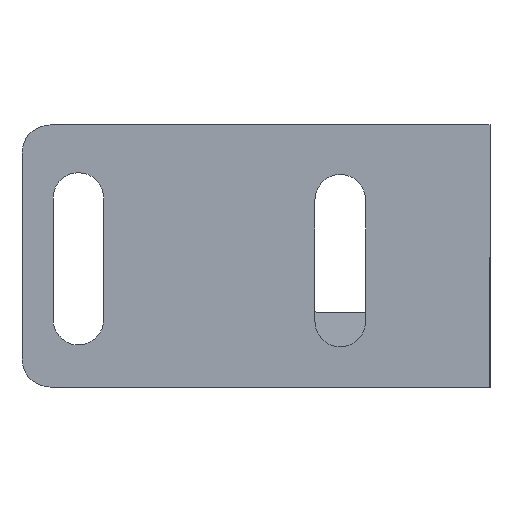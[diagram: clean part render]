
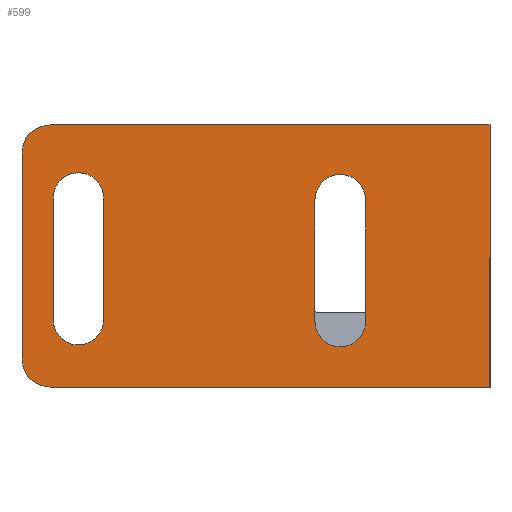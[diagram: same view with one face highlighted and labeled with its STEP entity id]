
A CAD part, left-side view. The second image highlights one B-rep face of the part: STEP entity #599.
In plain terms, the highlighted planar face has unit normal (-1, 0, 0).
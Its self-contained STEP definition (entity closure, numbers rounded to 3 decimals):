
#18=FACE_BOUND('',#83,.T.);
#19=FACE_BOUND('',#84,.T.);
#30=PLANE('',#646);
#51=FACE_OUTER_BOUND('',#82,.T.);
#82=EDGE_LOOP('',(#421,#422,#423,#424,#425,#426));
#83=EDGE_LOOP('',(#427,#428,#429,#430));
#84=EDGE_LOOP('',(#431,#432,#433,#434));
#124=LINE('',#880,#186);
#127=LINE('',#886,#189);
#128=LINE('',#888,#190);
#129=LINE('',#890,#191);
#130=LINE('',#894,#192);
#131=LINE('',#898,#193);
#132=LINE('',#902,#194);
#133=LINE('',#906,#195);
#186=VECTOR('',#708,10.);
#189=VECTOR('',#713,10.);
#190=VECTOR('',#714,10.);
#191=VECTOR('',#715,10.);
#192=VECTOR('',#718,10.);
#193=VECTOR('',#721,10.);
#194=VECTOR('',#724,10.);
#195=VECTOR('',#727,10.);
#247=CIRCLE('',#644,3.);
#248=CIRCLE('',#647,3.);
#249=CIRCLE('',#648,2.7);
#250=CIRCLE('',#649,2.7);
#251=CIRCLE('',#650,2.7);
#252=CIRCLE('',#651,2.7);
#271=VERTEX_POINT('',#873);
#272=VERTEX_POINT('',#875);
#273=VERTEX_POINT('',#879);
#275=VERTEX_POINT('',#885);
#276=VERTEX_POINT('',#887);
#277=VERTEX_POINT('',#889);
#278=VERTEX_POINT('',#892);
#279=VERTEX_POINT('',#893);
#280=VERTEX_POINT('',#895);
#281=VERTEX_POINT('',#897);
#282=VERTEX_POINT('',#900);
#283=VERTEX_POINT('',#901);
#284=VERTEX_POINT('',#903);
#285=VERTEX_POINT('',#905);
#328=EDGE_CURVE('',#271,#272,#247,.T.);
#330=EDGE_CURVE('',#272,#273,#124,.T.);
#333=EDGE_CURVE('',#275,#271,#127,.T.);
#334=EDGE_CURVE('',#275,#276,#128,.T.);
#335=EDGE_CURVE('',#277,#276,#129,.T.);
#336=EDGE_CURVE('',#273,#277,#248,.T.);
#337=EDGE_CURVE('',#278,#279,#130,.T.);
#338=EDGE_CURVE('',#279,#280,#249,.T.);
#339=EDGE_CURVE('',#280,#281,#131,.T.);
#340=EDGE_CURVE('',#281,#278,#250,.T.);
#341=EDGE_CURVE('',#282,#283,#132,.T.);
#342=EDGE_CURVE('',#283,#284,#251,.T.);
#343=EDGE_CURVE('',#284,#285,#133,.T.);
#344=EDGE_CURVE('',#285,#282,#252,.T.);
#421=ORIENTED_EDGE('',*,*,#328,.F.);
#422=ORIENTED_EDGE('',*,*,#333,.F.);
#423=ORIENTED_EDGE('',*,*,#334,.T.);
#424=ORIENTED_EDGE('',*,*,#335,.F.);
#425=ORIENTED_EDGE('',*,*,#336,.F.);
#426=ORIENTED_EDGE('',*,*,#330,.F.);
#427=ORIENTED_EDGE('',*,*,#337,.T.);
#428=ORIENTED_EDGE('',*,*,#338,.T.);
#429=ORIENTED_EDGE('',*,*,#339,.T.);
#430=ORIENTED_EDGE('',*,*,#340,.T.);
#431=ORIENTED_EDGE('',*,*,#341,.T.);
#432=ORIENTED_EDGE('',*,*,#342,.T.);
#433=ORIENTED_EDGE('',*,*,#343,.T.);
#434=ORIENTED_EDGE('',*,*,#344,.T.);
#599=ADVANCED_FACE('',(#51,#18,#19),#30,.T.);
#644=AXIS2_PLACEMENT_3D('',#876,#703,#704);
#646=AXIS2_PLACEMENT_3D('',#884,#711,#712);
#647=AXIS2_PLACEMENT_3D('',#891,#716,#717);
#648=AXIS2_PLACEMENT_3D('',#896,#719,#720);
#649=AXIS2_PLACEMENT_3D('',#899,#722,#723);
#650=AXIS2_PLACEMENT_3D('',#904,#725,#726);
#651=AXIS2_PLACEMENT_3D('',#907,#728,#729);
#703=DIRECTION('center_axis',(1.,0.,0.));
#704=DIRECTION('ref_axis',(0.,0.707,-0.707));
#708=DIRECTION('',(0.,0.,1.));
#711=DIRECTION('center_axis',(-1.,0.,0.));
#712=DIRECTION('ref_axis',(0.,-1.,0.));
#713=DIRECTION('',(0.,1.,0.));
#714=DIRECTION('',(0.,0.,1.));
#715=DIRECTION('',(0.,-1.,0.));
#716=DIRECTION('center_axis',(1.,0.,0.));
#717=DIRECTION('ref_axis',(0.,0.707,0.707));
#718=DIRECTION('',(0.,0.,1.));
#719=DIRECTION('center_axis',(1.,0.,0.));
#720=DIRECTION('ref_axis',(0.,-1.,0.));
#721=DIRECTION('',(0.,0.,-1.));
#722=DIRECTION('center_axis',(1.,0.,0.));
#723=DIRECTION('ref_axis',(0.,1.,0.));
#724=DIRECTION('',(0.,0.,1.));
#725=DIRECTION('center_axis',(1.,0.,0.));
#726=DIRECTION('ref_axis',(0.,-1.,0.));
#727=DIRECTION('',(0.,0.,-1.));
#728=DIRECTION('center_axis',(1.,0.,0.));
#729=DIRECTION('ref_axis',(0.,1.,0.));
#873=CARTESIAN_POINT('',(-30.113,39.,0.));
#875=CARTESIAN_POINT('',(-30.113,42.,3.));
#876=CARTESIAN_POINT('Origin',(-30.113,39.,3.));
#879=CARTESIAN_POINT('',(-30.113,42.,25.));
#880=CARTESIAN_POINT('',(-30.113,42.,0.));
#884=CARTESIAN_POINT('Origin',(-30.113,42.,0.));
#885=CARTESIAN_POINT('',(-30.113,-8.,0.));
#886=CARTESIAN_POINT('',(-30.113,-8.,0.));
#887=CARTESIAN_POINT('',(-30.113,-8.,28.));
#888=CARTESIAN_POINT('',(-30.113,-8.,0.));
#889=CARTESIAN_POINT('',(-30.113,39.,28.));
#890=CARTESIAN_POINT('',(-30.113,-8.,28.));
#891=CARTESIAN_POINT('Origin',(-30.113,39.,25.));
#892=CARTESIAN_POINT('',(-30.113,38.68,7.196));
#893=CARTESIAN_POINT('',(-30.113,38.68,20.196));
#894=CARTESIAN_POINT('',(-30.113,38.68,3.598));
#895=CARTESIAN_POINT('',(-30.113,33.28,20.196));
#896=CARTESIAN_POINT('Origin',(-30.113,35.98,20.196));
#897=CARTESIAN_POINT('',(-30.113,33.28,7.196));
#898=CARTESIAN_POINT('',(-30.113,33.28,10.098));
#899=CARTESIAN_POINT('Origin',(-30.113,35.98,7.196));
#900=CARTESIAN_POINT('',(-30.113,10.7,7.));
#901=CARTESIAN_POINT('',(-30.113,10.7,20.));
#902=CARTESIAN_POINT('',(-30.113,10.7,3.5));
#903=CARTESIAN_POINT('',(-30.113,5.3,20.));
#904=CARTESIAN_POINT('Origin',(-30.113,8.,20.));
#905=CARTESIAN_POINT('',(-30.113,5.3,7.));
#906=CARTESIAN_POINT('',(-30.113,5.3,10.));
#907=CARTESIAN_POINT('Origin',(-30.113,8.,7.));
